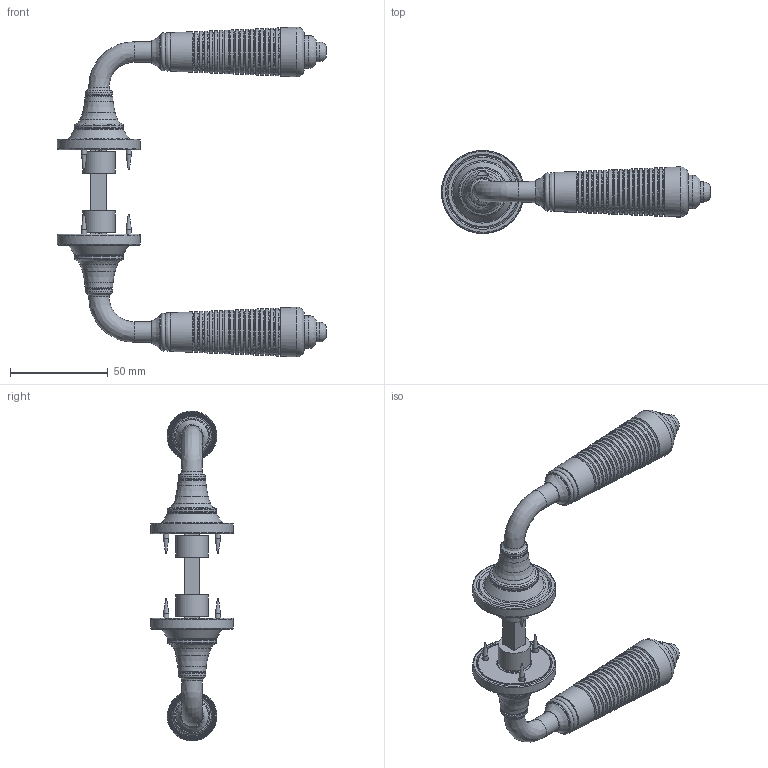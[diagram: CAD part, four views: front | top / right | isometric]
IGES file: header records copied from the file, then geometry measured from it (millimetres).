
Global section: file name: PK6974R40; native system: Autodesk Inventor 2024; preprocessor: unknown; author: adaniels; date: 20250319.144544; units: millimetre
Bounding box: 137.34 x 42.31 x 168.39 mm (x, y, z)
Volume: 94675 mm3; surface area: 52261.9 mm2
Topology: 21 solids, 21 shells, 586 faces, 1648 edges, 1136 vertices
Faces by surface type: bspline 586
